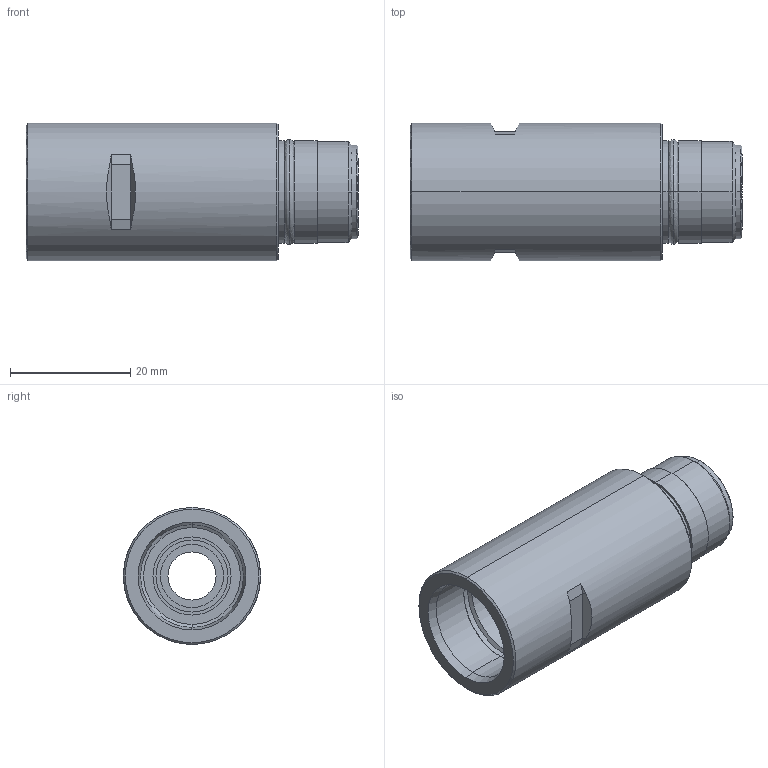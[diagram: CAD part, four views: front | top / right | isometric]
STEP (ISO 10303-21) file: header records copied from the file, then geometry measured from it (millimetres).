
FILE_DESCRIPTION (( 'STEP AP203' ), '1' );
FILE_NAME ('ARG-01T.STEP', '2018-11-20T07:54:38', ( '' ), ( '' ), 'SwSTEP 2.0', 'SolidWorks 2013', '' );
FILE_SCHEMA (( 'CONFIG_CONTROL_DESIGN' ));
Length unit declared in the file: millimetre
Products named in the file (1): ARG-01T
Bounding box: 55.2 x 22.8 x 22.8 mm (x, y, z)
Volume: 11203 mm3; surface area: 8857.5 mm2
Topology: 3 solids, 3 shells, 117 faces, 259 edges, 162 vertices
Faces by surface type: cylinder 51, plane 38, cone 24, bspline 4
Entity records: 3460 total; most frequent: CARTESIAN_POINT 725, DIRECTION 601, ORIENTED_EDGE 518, EDGE_CURVE 259, AXIS2_PLACEMENT_3D 250, VERTEX_POINT 162, EDGE_LOOP 141, CIRCLE 136
